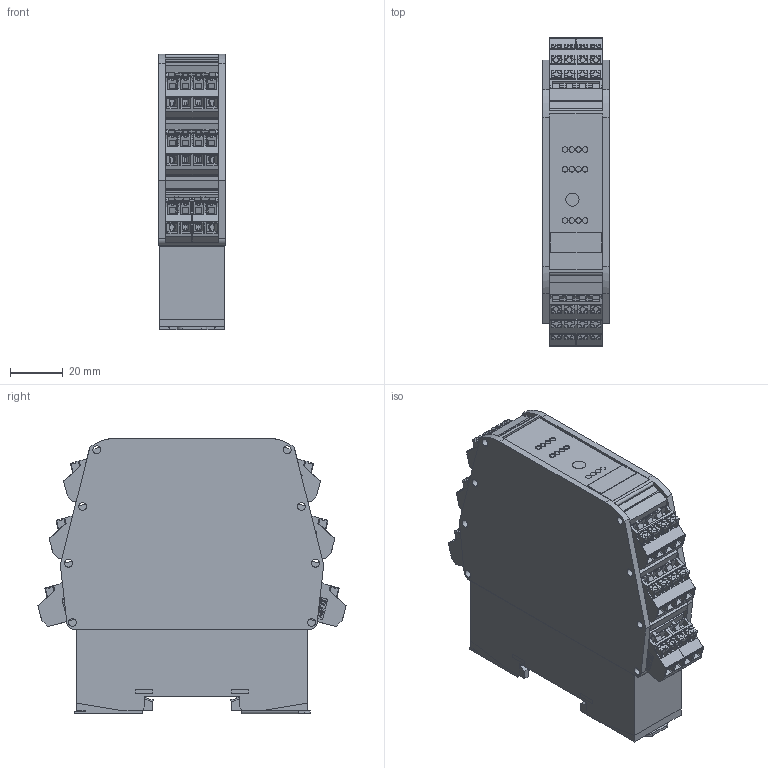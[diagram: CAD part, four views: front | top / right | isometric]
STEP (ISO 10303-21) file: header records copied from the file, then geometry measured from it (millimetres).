
FILE_DESCRIPTION(/* description */ ('Alibre Inc.'),/* implementation_level */ '2;1');
FILE_NAME(/* name */ 'export0',/* time_stamp */ '2018-01-09T12:59:50+01:00',/* author */ (''),/* organization */ (''),/* preprocessor_version */ 'ST-DEVELOPER v14',/* originating_system */ 'Alibre',/* authorisation */ '');
FILE_SCHEMA (('AUTOMOTIVE_DESIGN'));
Length unit declared in the file: millimetre
Products named in the file (12): 1; ID_1
Bounding box: 25.2 x 116.76 x 104.55 mm (x, y, z)
Volume: 292978.5 mm3; surface area: 69558 mm2
Topology: 23 solids, 23 shells, 8426 faces, 23098 edges, 15006 vertices
Faces by surface type: plane 6575, cylinder 1611, sphere 96, torus 96, cone 48
Full cylindrical faces by diameter (mm): 2.08 x8, 2.1 x20, 5 x3
Entity records: 98581 total; most frequent: CARTESIAN_POINT 18407, ORIENTED_EDGE 17610, DIRECTION 13827, EDGE_CURVE 8805, VECTOR 7339, LINE 7339, VERTEX_POINT 5770, AXIS2_PLACEMENT_3D 4466
